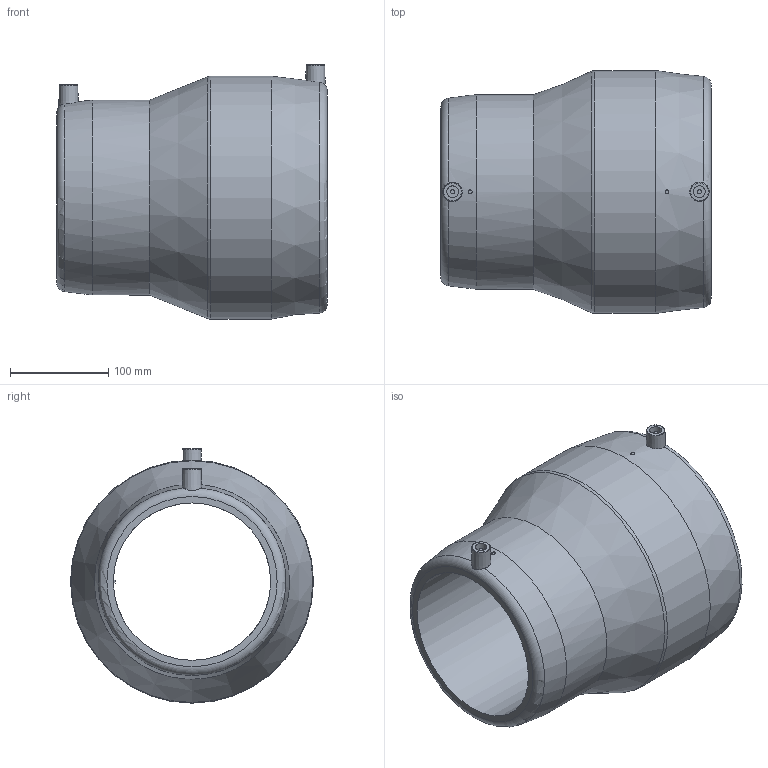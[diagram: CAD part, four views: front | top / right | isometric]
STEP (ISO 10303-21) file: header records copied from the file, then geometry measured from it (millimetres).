
FILE_DESCRIPTION(/* description */ ('PE100 Electrofusion Reducer, Ø200-Ø160'),/* implementation_level */ '2;1');
FILE_NAME(/* name */ 'MRELS-200-160',/* time_stamp */ '2021-05-25T16:40:23+02:00',/* author */ ('COAB Solutions'),/* organization */ ('GPA Flowsystem'),/* preprocessor_version */ '',/* originating_system */ '',/* authorisation */ 'Unknown');
FILE_SCHEMA (('AUTOMOTIVE_DESIGN {1 0 10303 214 3 1 1}'));
Length unit declared in the file: millimetre
Products named in the file (1): REP200160C
Bounding box: 275 x 247 x 258.5 mm (x, y, z)
Volume: 3799377.9 mm3; surface area: 371935.9 mm2
Topology: 1 solids, 1 shells, 36 faces, 77 edges, 48 vertices
Faces by surface type: plane 15, cylinder 10, cone 6, torus 5
Full cylindrical faces by diameter (mm): 4 x4, 12 x2, 160 x1, 198 x1, 200 x1, 247 x1
Entity records: 848 total; most frequent: CARTESIAN_POINT 179, DIRECTION 142, ORIENTED_EDGE 90, AXIS2_PLACEMENT_3D 66, EDGE_LOOP 64, FACE_BOUND 64, EDGE_CURVE 45, VERTEX_POINT 37
